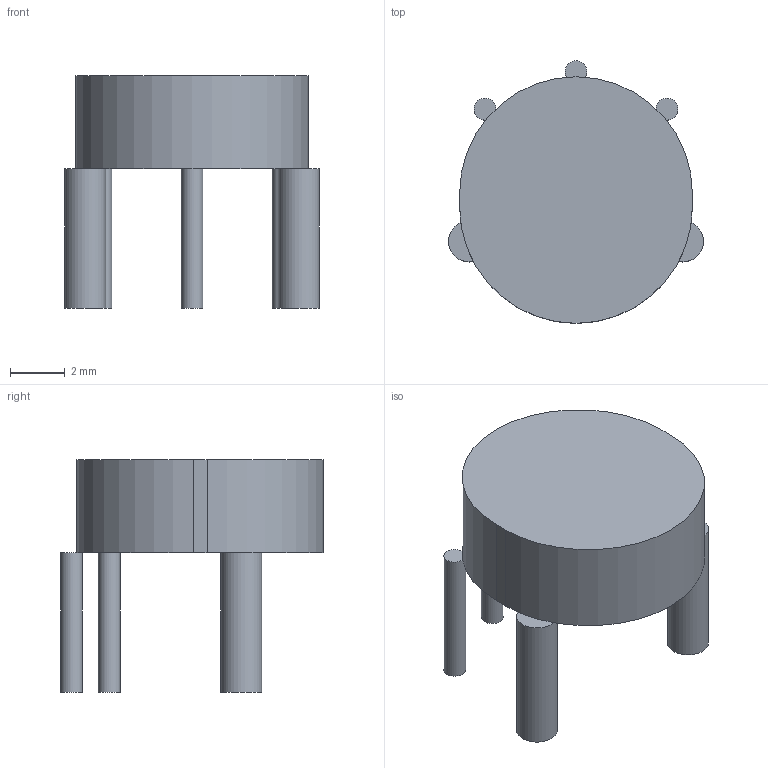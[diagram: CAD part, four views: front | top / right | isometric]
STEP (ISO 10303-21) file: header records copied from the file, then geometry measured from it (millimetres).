
FILE_DESCRIPTION(('FreeCAD Model'),'2;1');
FILE_NAME('2012138.1.1.stp','2021-11-03T07:42:07',( 'Author'),(''),'Open CASCADE STEP processor 6.9','FreeCAD','Unknown' );
FILE_SCHEMA(('AUTOMOTIVE_DESIGN { 1 0 10303 214 1 1 1 1 }'));
Length unit declared in the file: millimetre
Products named in the file (3): ASSEMBLY; Body; Leads
Assembly tree (2 placements, depth 2):
  ASSEMBLY
    Body
    Leads
Bounding box: 9.3 x 9.6 x 8.5 mm (x, y, z)
Volume: 233 mm3; surface area: 312.7 mm2
Topology: 6 solids, 7 shells, 22 faces, 27 edges, 18 vertices
Faces by surface type: plane 15, cylinder 7
Full cylindrical faces by diameter (mm): 0.8 x3, 1.497 x2
Entity records: 930 total; most frequent: DIRECTION 151, CARTESIAN_POINT 130, ORIENTED_EDGE 60, LINE 59, VECTOR 59, PCURVE 58, DEFINITIONAL_REPRESENTATION 58, AXIS2_PLACEMENT_3D 39
